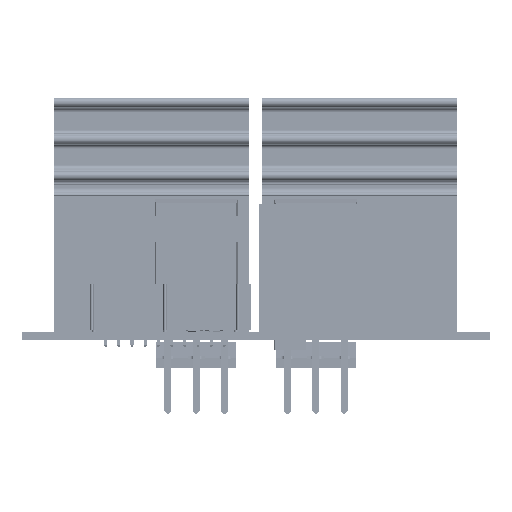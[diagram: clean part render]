
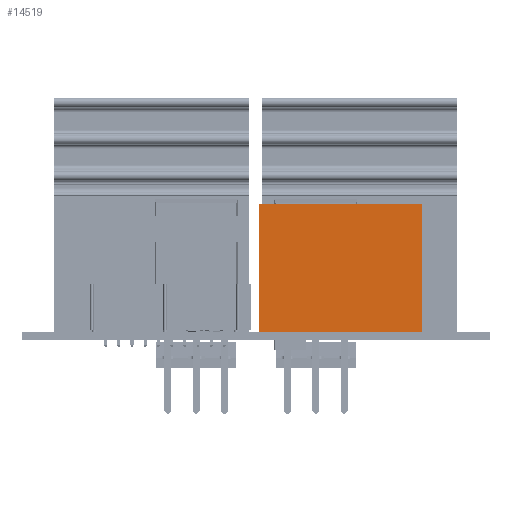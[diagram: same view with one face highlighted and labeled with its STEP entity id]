
A CAD part, left-side view. The second image highlights one B-rep face of the part: STEP entity #14519.
In plain terms, the highlighted planar face has unit normal (-1, 0, 0).
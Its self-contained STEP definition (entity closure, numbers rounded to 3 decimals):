
#14494 = VERTEX_POINT('',#14495);
#14495 = CARTESIAN_POINT('',(-7.,-15.75,24.5));
#14501 = EDGE_CURVE('',#14502,#14494,#14504,.T.);
#14502 = VERTEX_POINT('',#14503);
#14503 = CARTESIAN_POINT('',(-7.,-15.75,0.));
#14504 = LINE('',#14505,#14506);
#14505 = CARTESIAN_POINT('',(-7.,-15.75,0.));
#14506 = VECTOR('',#14507,1.);
#14507 = DIRECTION('',(0.,0.,1.));
#14519 = ADVANCED_FACE('',(#14520),#14545,.T.);
#14520 = FACE_BOUND('',#14521,.T.);
#14521 = EDGE_LOOP('',(#14522,#14523,#14531,#14539));
#14522 = ORIENTED_EDGE('',*,*,#14501,.T.);
#14523 = ORIENTED_EDGE('',*,*,#14524,.T.);
#14524 = EDGE_CURVE('',#14494,#14525,#14527,.T.);
#14525 = VERTEX_POINT('',#14526);
#14526 = CARTESIAN_POINT('',(-7.,15.75,24.5));
#14527 = LINE('',#14528,#14529);
#14528 = CARTESIAN_POINT('',(-7.,-15.75,24.5));
#14529 = VECTOR('',#14530,1.);
#14530 = DIRECTION('',(0.,1.,0.));
#14531 = ORIENTED_EDGE('',*,*,#14532,.F.);
#14532 = EDGE_CURVE('',#14533,#14525,#14535,.T.);
#14533 = VERTEX_POINT('',#14534);
#14534 = CARTESIAN_POINT('',(-7.,15.75,0.));
#14535 = LINE('',#14536,#14537);
#14536 = CARTESIAN_POINT('',(-7.,15.75,0.));
#14537 = VECTOR('',#14538,1.);
#14538 = DIRECTION('',(0.,0.,1.));
#14539 = ORIENTED_EDGE('',*,*,#14540,.F.);
#14540 = EDGE_CURVE('',#14502,#14533,#14541,.T.);
#14541 = LINE('',#14542,#14543);
#14542 = CARTESIAN_POINT('',(-7.,-15.75,0.));
#14543 = VECTOR('',#14544,1.);
#14544 = DIRECTION('',(0.,1.,0.));
#14545 = PLANE('',#14546);
#14546 = AXIS2_PLACEMENT_3D('',#14547,#14548,#14549);
#14547 = CARTESIAN_POINT('',(-7.,-15.75,0.));
#14548 = DIRECTION('',(-1.,0.,0.));
#14549 = DIRECTION('',(0.,1.,0.));
